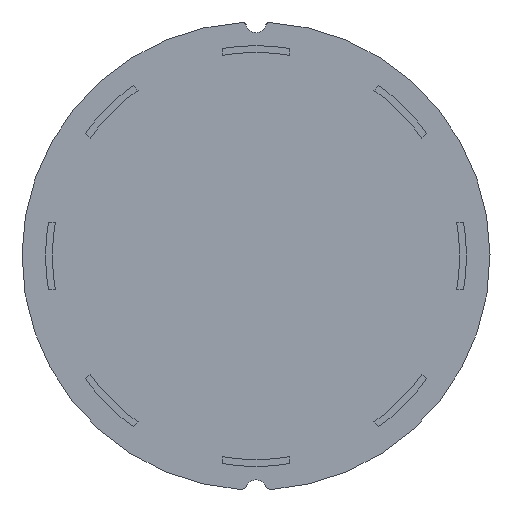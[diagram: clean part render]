
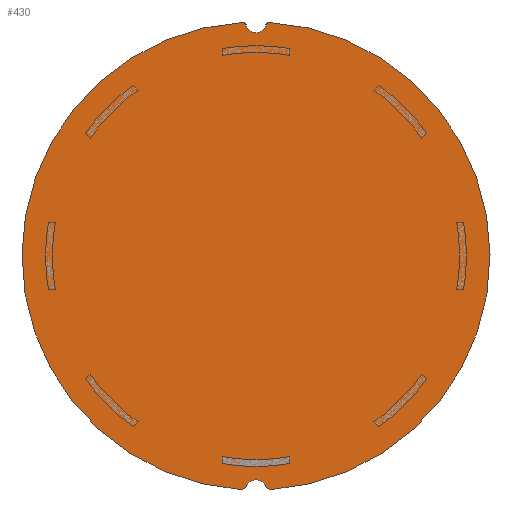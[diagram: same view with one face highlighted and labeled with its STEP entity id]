
A CAD part, front view. The second image highlights one B-rep face of the part: STEP entity #430.
In plain terms, the highlighted planar face has unit normal (0, -1, 0).
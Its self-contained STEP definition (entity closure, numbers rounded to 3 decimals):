
#36 = DIRECTION ( 'NONE',  ( 0., -1., 0. ) ) ;
#53 = VERTEX_POINT ( 'NONE', #317 ) ;
#66 = ORIENTED_EDGE ( 'NONE', *, *, #495, .F. ) ;
#76 = AXIS2_PLACEMENT_3D ( 'NONE', #1380, #2133, #421 ) ;
#140 = CARTESIAN_POINT ( 'NONE',  ( 0., 0., 34.446 ) ) ;
#146 = EDGE_CURVE ( 'NONE', #2086, #1404, #1840, .T. ) ;
#147 = CARTESIAN_POINT ( 'NONE',  ( 0., 0., -34.502 ) ) ;
#155 = DIRECTION ( 'NONE',  ( 0., 0., 1. ) ) ;
#162 = ORIENTED_EDGE ( 'NONE', *, *, #1313, .F. ) ;
#228 = CARTESIAN_POINT ( 'NONE',  ( 0., 0., -0.002 ) ) ;
#238 = ORIENTED_EDGE ( 'NONE', *, *, #2011, .F. ) ;
#241 = CIRCLE ( 'NONE', #1650, 1.5 ) ;
#287 = ORIENTED_EDGE ( 'NONE', *, *, #2223, .T. ) ;
#293 = DIRECTION ( 'NONE',  ( 0., 0., 1. ) ) ;
#297 = ORIENTED_EDGE ( 'NONE', *, *, #1078, .T. ) ;
#313 = EDGE_LOOP ( 'NONE', ( #297, #238, #2054, #820, #287, #2259, #1476, #66, #162, #1922, #1115 ) ) ;
#317 = CARTESIAN_POINT ( 'NONE',  ( -1.452, 0., 34.069 ) ) ;
#355 = CIRCLE ( 'NONE', #2480, 0.5 ) ;
#366 = EDGE_CURVE ( 'NONE', #942, #1759, #1046, .T. ) ;
#377 = CARTESIAN_POINT ( 'NONE',  ( 1.964, 0., 34.442 ) ) ;
#391 = CIRCLE ( 'NONE', #590, 0.5 ) ;
#400 = CIRCLE ( 'NONE', #76, 1.5 ) ;
#421 = DIRECTION ( 'NONE',  ( 0., 0., 1. ) ) ;
#430 = ADVANCED_FACE ( 'NONE', ( #792 ), #610, .F. ) ;
#439 = DIRECTION ( 'NONE',  ( 0., 0., 1. ) ) ;
#451 = DIRECTION ( 'NONE',  ( 0., 1., 0. ) ) ;
#454 = EDGE_CURVE ( 'NONE', #1456, #942, #836, .T. ) ;
#495 = EDGE_CURVE ( 'NONE', #2290, #2190, #1590, .T. ) ;
#500 = CARTESIAN_POINT ( 'NONE',  ( 1.354, 0., -33.856 ) ) ;
#514 = VERTEX_POINT ( 'NONE', #2398 ) ;
#523 = CARTESIAN_POINT ( 'NONE',  ( -1.936, 0., 33.943 ) ) ;
#590 = AXIS2_PLACEMENT_3D ( 'NONE', #2317, #599, #439 ) ;
#599 = DIRECTION ( 'NONE',  ( 0., 1., 0. ) ) ;
#610 = PLANE ( 'NONE',  #1561 ) ;
#620 = CARTESIAN_POINT ( 'NONE',  ( -2.257, 0., -33.426 ) ) ;
#628 = AXIS2_PLACEMENT_3D ( 'NONE', #228, #1832, #1258 ) ;
#643 = DIRECTION ( 'NONE',  ( 0., 0., 1. ) ) ;
#729 = DIRECTION ( 'NONE',  ( 0., 0., 1. ) ) ;
#792 = FACE_OUTER_BOUND ( 'NONE', #313, .T. ) ;
#816 = EDGE_CURVE ( 'NONE', #2447, #514, #1241, .T. ) ;
#820 = ORIENTED_EDGE ( 'NONE', *, *, #454, .F. ) ;
#836 = CIRCLE ( 'NONE', #2028, 1. ) ;
#868 = CARTESIAN_POINT ( 'NONE',  ( -2.257, 0., -34.426 ) ) ;
#927 = DIRECTION ( 'NONE',  ( 0., 1., 0. ) ) ;
#942 = VERTEX_POINT ( 'NONE', #868 ) ;
#1038 = DIRECTION ( 'NONE',  ( 0., 1., 0. ) ) ;
#1046 = CIRCLE ( 'NONE', #2442, 1. ) ;
#1071 = CARTESIAN_POINT ( 'NONE',  ( -2.257, 0., -33.426 ) ) ;
#1078 = EDGE_CURVE ( 'NONE', #53, #1319, #355, .T. ) ;
#1115 = ORIENTED_EDGE ( 'NONE', *, *, #1825, .T. ) ;
#1129 = CARTESIAN_POINT ( 'NONE',  ( 2.257, 0., -34.426 ) ) ;
#1200 = EDGE_CURVE ( 'NONE', #1404, #2190, #1205, .T. ) ;
#1205 = CIRCLE ( 'NONE', #1640, 1. ) ;
#1241 = CIRCLE ( 'NONE', #1556, 1.5 ) ;
#1258 = DIRECTION ( 'NONE',  ( 0., 0., 1. ) ) ;
#1313 = EDGE_CURVE ( 'NONE', #2447, #2290, #391, .T. ) ;
#1319 = VERTEX_POINT ( 'NONE', #1568 ) ;
#1357 = CARTESIAN_POINT ( 'NONE',  ( 1.452, 0., 34.069 ) ) ;
#1366 = DIRECTION ( 'NONE',  ( 0., 0., 1. ) ) ;
#1380 = CARTESIAN_POINT ( 'NONE',  ( 0., 0., 34.446 ) ) ;
#1404 = VERTEX_POINT ( 'NONE', #1129 ) ;
#1452 = CIRCLE ( 'NONE', #2123, 34.5 ) ;
#1456 = VERTEX_POINT ( 'NONE', #1531 ) ;
#1476 = ORIENTED_EDGE ( 'NONE', *, *, #1200, .T. ) ;
#1506 = DIRECTION ( 'NONE',  ( 0., -1., 0. ) ) ;
#1513 = AXIS2_PLACEMENT_3D ( 'NONE', #2499, #2474, #1545 ) ;
#1531 = CARTESIAN_POINT ( 'NONE',  ( -1.354, 0., -33.856 ) ) ;
#1545 = DIRECTION ( 'NONE',  ( 0., 0., 1. ) ) ;
#1549 = DIRECTION ( 'NONE',  ( 0., 1., 0. ) ) ;
#1556 = AXIS2_PLACEMENT_3D ( 'NONE', #140, #2070, #729 ) ;
#1561 = AXIS2_PLACEMENT_3D ( 'NONE', #1974, #1549, #643 ) ;
#1568 = CARTESIAN_POINT ( 'NONE',  ( -1.964, 0., 34.442 ) ) ;
#1583 = CARTESIAN_POINT ( 'NONE',  ( 2.257, 0., -33.426 ) ) ;
#1590 = CIRCLE ( 'NONE', #628, 34.5 ) ;
#1640 = AXIS2_PLACEMENT_3D ( 'NONE', #1583, #36, #2126 ) ;
#1650 = AXIS2_PLACEMENT_3D ( 'NONE', #147, #927, #1910 ) ;
#1759 = VERTEX_POINT ( 'NONE', #1861 ) ;
#1789 = CARTESIAN_POINT ( 'NONE',  ( 0., 0., -0.002 ) ) ;
#1825 = EDGE_CURVE ( 'NONE', #514, #53, #400, .T. ) ;
#1827 = CARTESIAN_POINT ( 'NONE',  ( 2.324, 0., -34.424 ) ) ;
#1832 = DIRECTION ( 'NONE',  ( 0., 1., 0. ) ) ;
#1840 = CIRCLE ( 'NONE', #1513, 1. ) ;
#1861 = CARTESIAN_POINT ( 'NONE',  ( -2.324, 0., -34.424 ) ) ;
#1910 = DIRECTION ( 'NONE',  ( 0., 0., 1. ) ) ;
#1922 = ORIENTED_EDGE ( 'NONE', *, *, #816, .T. ) ;
#1974 = CARTESIAN_POINT ( 'NONE',  ( 0., 0., 0. ) ) ;
#1990 = DIRECTION ( 'NONE',  ( 0., 0., 1. ) ) ;
#2011 = EDGE_CURVE ( 'NONE', #1759, #1319, #1452, .T. ) ;
#2028 = AXIS2_PLACEMENT_3D ( 'NONE', #620, #2155, #1366 ) ;
#2054 = ORIENTED_EDGE ( 'NONE', *, *, #366, .F. ) ;
#2070 = DIRECTION ( 'NONE',  ( 0., 1., 0. ) ) ;
#2086 = VERTEX_POINT ( 'NONE', #500 ) ;
#2123 = AXIS2_PLACEMENT_3D ( 'NONE', #1789, #1038, #293 ) ;
#2126 = DIRECTION ( 'NONE',  ( 0., 0., 1. ) ) ;
#2133 = DIRECTION ( 'NONE',  ( 0., 1., 0. ) ) ;
#2155 = DIRECTION ( 'NONE',  ( 0., 1., 0. ) ) ;
#2190 = VERTEX_POINT ( 'NONE', #1827 ) ;
#2223 = EDGE_CURVE ( 'NONE', #1456, #2086, #241, .T. ) ;
#2259 = ORIENTED_EDGE ( 'NONE', *, *, #146, .T. ) ;
#2290 = VERTEX_POINT ( 'NONE', #377 ) ;
#2317 = CARTESIAN_POINT ( 'NONE',  ( 1.936, 0., 33.943 ) ) ;
#2398 = CARTESIAN_POINT ( 'NONE',  ( 0., 0., 32.946 ) ) ;
#2442 = AXIS2_PLACEMENT_3D ( 'NONE', #1071, #451, #1990 ) ;
#2447 = VERTEX_POINT ( 'NONE', #1357 ) ;
#2474 = DIRECTION ( 'NONE',  ( 0., -1., 0. ) ) ;
#2480 = AXIS2_PLACEMENT_3D ( 'NONE', #523, #1506, #155 ) ;
#2499 = CARTESIAN_POINT ( 'NONE',  ( 2.257, 0., -33.426 ) ) ;
